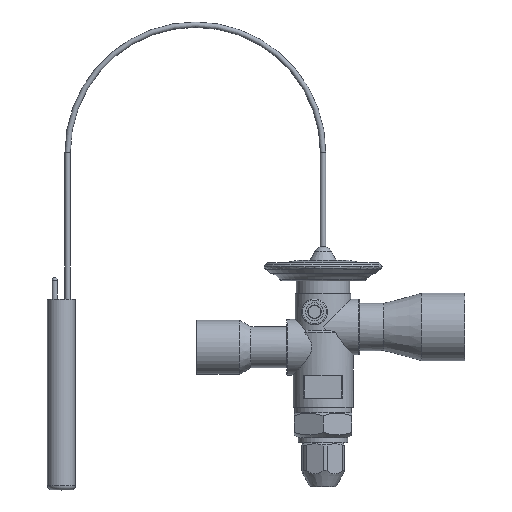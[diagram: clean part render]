
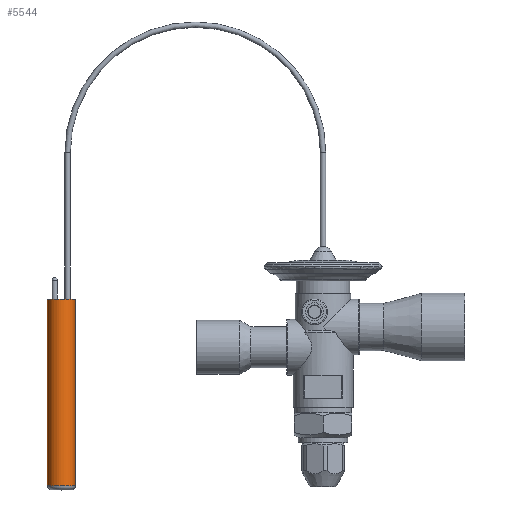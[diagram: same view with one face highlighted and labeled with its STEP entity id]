
A CAD part, top view. The second image highlights one B-rep face of the part: STEP entity #5544.
In plain terms, the highlighted cylindrical face has radius 6.5 mm (diameter 13 mm), a full revolution.
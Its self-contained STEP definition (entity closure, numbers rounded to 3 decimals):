
#5463=CARTESIAN_POINT('',(-157.35,-57.127,6.5));
#5464=VERTEX_POINT('',#5463);
#5491=CARTESIAN_POINT('',(-157.35,-57.127,-6.5));
#5492=VERTEX_POINT('',#5491);
#5493=CARTESIAN_POINT('',(-157.35,-57.127,0.));
#5494=DIRECTION('',(0.,1.,0.));
#5495=DIRECTION('',(0.,-0.,1.));
#5496=AXIS2_PLACEMENT_3D('',#5493,#5494,#5495);
#5497=CIRCLE('',#5496,6.5);
#5498=EDGE_CURVE('NONE',#5492,#5464,#5497,.T.);
#5500=CARTESIAN_POINT('',(-157.35,-57.127,0.));
#5501=DIRECTION('',(0.,1.,0.));
#5502=DIRECTION('',(0.,-0.,1.));
#5503=AXIS2_PLACEMENT_3D('',#5500,#5501,#5502);
#5504=CIRCLE('',#5503,6.5);
#5505=EDGE_CURVE('NONE',#5464,#5492,#5504,.T.);
#5510=CARTESIAN_POINT('',(-157.35,40.081,0.));
#5511=DIRECTION('',(0.,1.,0.));
#5512=DIRECTION('',(0.,-0.,1.));
#5513=AXIS2_PLACEMENT_3D('',#5510,#5511,#5512);
#5514=CYLINDRICAL_SURFACE('',#5513,6.5);
#5515=CARTESIAN_POINT('',(-157.35,29.873,6.5));
#5516=VERTEX_POINT('',#5515);
#5517=CARTESIAN_POINT('',(-157.35,29.873,6.5));
#5518=DIRECTION('',(-0.,-1.,-0.));
#5519=VECTOR('',#5518,87.);
#5520=LINE('',#5517,#5519);
#5521=EDGE_CURVE('',#5516,#5464,#5520,.T.);
#5522=ORIENTED_EDGE('',*,*,#5521,.T.);
#5523=ORIENTED_EDGE('',*,*,#5505,.T.);
#5524=ORIENTED_EDGE('',*,*,#5498,.T.);
#5525=ORIENTED_EDGE('',*,*,#5521,.F.);
#5526=CARTESIAN_POINT('',(-157.35,29.873,-6.5));
#5527=VERTEX_POINT('',#5526);
#5528=CARTESIAN_POINT('',(-157.35,29.873,0.));
#5529=DIRECTION('',(0.,1.,0.));
#5530=DIRECTION('',(0.,-0.,1.));
#5531=AXIS2_PLACEMENT_3D('',#5528,#5529,#5530);
#5532=CIRCLE('',#5531,6.5);
#5533=EDGE_CURVE('NONE',#5527,#5516,#5532,.T.);
#5534=ORIENTED_EDGE('',*,*,#5533,.F.);
#5535=CARTESIAN_POINT('',(-157.35,29.873,0.));
#5536=DIRECTION('',(0.,1.,0.));
#5537=DIRECTION('',(0.,-0.,1.));
#5538=AXIS2_PLACEMENT_3D('',#5535,#5536,#5537);
#5539=CIRCLE('',#5538,6.5);
#5540=EDGE_CURVE('NONE',#5516,#5527,#5539,.T.);
#5541=ORIENTED_EDGE('',*,*,#5540,.F.);
#5542=EDGE_LOOP('',(#5522,#5523,#5524,#5525,#5534,#5541));
#5543=FACE_BOUND('',#5542,.T.);
#5544=ADVANCED_FACE('NONE',(#5543),#5514,.T.);
